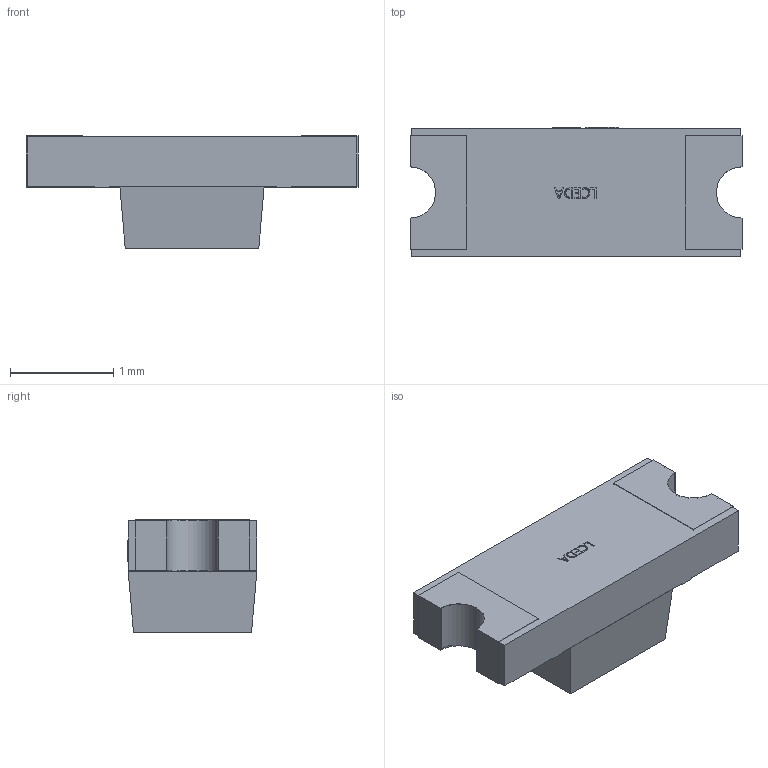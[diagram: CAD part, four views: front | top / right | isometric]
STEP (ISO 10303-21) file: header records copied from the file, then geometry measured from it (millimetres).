
FILE_DESCRIPTION(/* description */ ('STEP AP214'),/* implementation_level */ '2;1');
FILE_NAME(/* name */ '1206W-REVERSE.step',/* time_stamp */ '2024-11-11T10:10:48+08:00',/* author */ (''),/* organization */ (''),/* preprocessor_version */ 'ST-DEVELOPER v20',/* originating_system */ 'Autodesk Translation Framework v13.20.0.188',/* authorisation */ '');
FILE_SCHEMA (('AUTOMOTIVE_DESIGN { 1 0 10303 214 3 1 1 }'));
Length unit declared in the file: millimetre
Products named in the file (1): LED-SMD_L3.2-W1.3-RD_MHT151WDT
Bounding box: 3.22 x 1.26 x 1.09 mm (x, y, z)
Volume: 3.3 mm3; surface area: 24.6 mm2
Topology: 6 solids, 6 shells, 336 faces, 890 edges, 592 vertices
Faces by surface type: plane 220, bspline 112, cylinder 4
Entity records: 11918 total; most frequent: CARTESIAN_POINT 3751, ORIENTED_EDGE 1780, DIRECTION 1288, EDGE_CURVE 890, LINE 658, VECTOR 658, VERTEX_POINT 592, EDGE_LOOP 362
